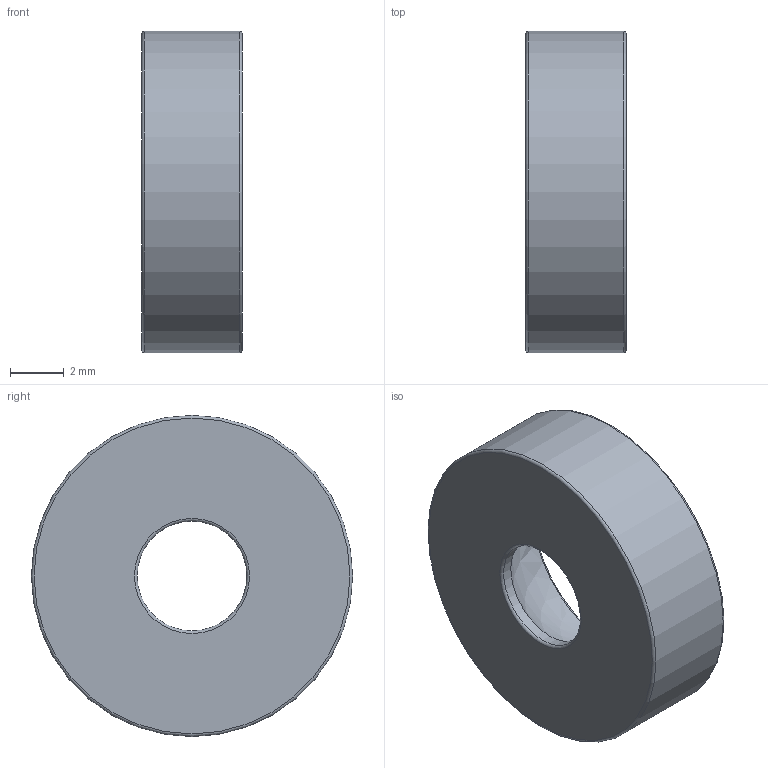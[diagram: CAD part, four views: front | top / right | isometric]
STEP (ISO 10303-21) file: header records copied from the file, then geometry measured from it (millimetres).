
FILE_DESCRIPTION(/* description */ (''),/* implementation_level */ '2;1');
FILE_NAME(/* name */ 'Bed Magnet .step',/* time_stamp */ '2021-01-17T11:54:45-06:00',/* author */ (''),/* organization */ (''),/* preprocessor_version */ 'ST-DEVELOPER v18.1',/* originating_system */ 'Autodesk Translation Framework v9.7.1.1290',/* authorisation */ '');
FILE_SCHEMA (('AUTOMOTIVE_DESIGN { 1 0 10303 214 3 1 1 }'));
Length unit declared in the file: inch
Products named in the file (1): Bed Magnet Bowle
Bounding box: 3.75 x 12 x 12 mm (x, y, z)
Volume: 292.9 mm3; surface area: 387.4 mm2
Topology: 1 solids, 1 shells, 9 faces, 15 edges, 9 vertices
Faces by surface type: torus 4, plane 2, cylinder 2, sphere 1
Full cylindrical faces by diameter (mm): 4.1 x1, 12 x1
Entity records: 257 total; most frequent: DIRECTION 48, CARTESIAN_POINT 34, ORIENTED_EDGE 30, AXIS2_PLACEMENT_3D 23, EDGE_CURVE 15, CIRCLE 13, EDGE_LOOP 12, FACE_OUTER_BOUND 9
